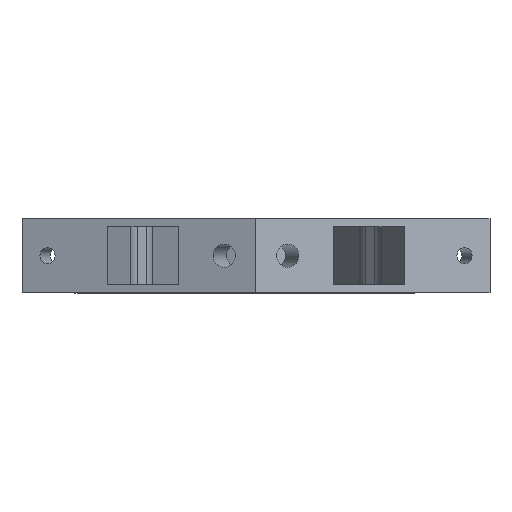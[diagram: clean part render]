
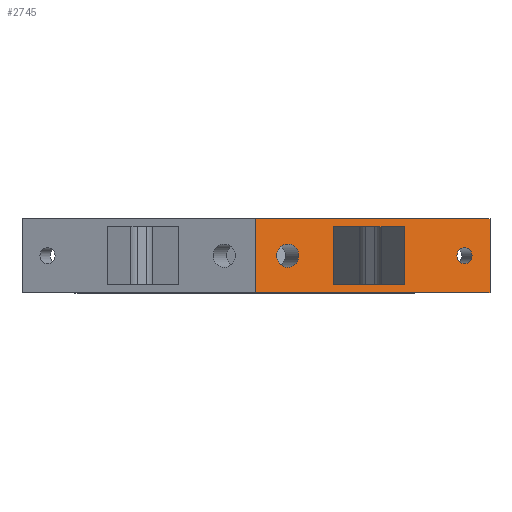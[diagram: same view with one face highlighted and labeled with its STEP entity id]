
A CAD part, top view. The second image highlights one B-rep face of the part: STEP entity #2745.
In plain terms, the highlighted planar face has unit normal (0.315, 0, 0.949).
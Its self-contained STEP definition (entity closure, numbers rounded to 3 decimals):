
#33=FACE_BOUND('',#356,.T.);
#34=FACE_BOUND('',#357,.T.);
#35=FACE_BOUND('',#358,.T.);
#104=PLANE('',#2940);
#212=FACE_OUTER_BOUND('',#355,.T.);
#355=EDGE_LOOP('',(#2180,#2181,#2182,#2183));
#356=EDGE_LOOP('',(#2184));
#357=EDGE_LOOP('',(#2185,#2186,#2187,#2188));
#358=EDGE_LOOP('',(#2189));
#489=LINE('',#3896,#792);
#492=LINE('',#3902,#795);
#495=LINE('',#3908,#798);
#647=LINE('',#4314,#950);
#648=LINE('',#4316,#951);
#649=LINE('',#4318,#952);
#650=LINE('',#4319,#953);
#651=LINE('',#4322,#954);
#792=VECTOR('',#3108,10.);
#795=VECTOR('',#3113,10.);
#798=VECTOR('',#3118,10.);
#950=VECTOR('',#3460,10.);
#951=VECTOR('',#3461,10.);
#952=VECTOR('',#3462,10.);
#953=VECTOR('',#3463,10.);
#954=VECTOR('',#3466,10.);
#1105=CIRCLE('',#2939,1.5);
#1106=CIRCLE('',#2941,2.2);
#1182=VERTEX_POINT('',#3893);
#1183=VERTEX_POINT('',#3895);
#1185=VERTEX_POINT('',#3901);
#1187=VERTEX_POINT('',#3907);
#1329=VERTEX_POINT('',#4308);
#1330=VERTEX_POINT('',#4312);
#1331=VERTEX_POINT('',#4313);
#1332=VERTEX_POINT('',#4315);
#1333=VERTEX_POINT('',#4317);
#1334=VERTEX_POINT('',#4320);
#1454=EDGE_CURVE('',#1182,#1183,#489,.T.);
#1457=EDGE_CURVE('',#1183,#1185,#492,.T.);
#1460=EDGE_CURVE('',#1185,#1187,#495,.T.);
#1655=EDGE_CURVE('',#1329,#1329,#1105,.T.);
#1656=EDGE_CURVE('',#1330,#1331,#647,.T.);
#1657=EDGE_CURVE('',#1332,#1330,#648,.T.);
#1658=EDGE_CURVE('',#1332,#1333,#649,.T.);
#1659=EDGE_CURVE('',#1333,#1331,#650,.T.);
#1660=EDGE_CURVE('',#1334,#1334,#1106,.T.);
#1661=EDGE_CURVE('',#1187,#1182,#651,.T.);
#2180=ORIENTED_EDGE('',*,*,#1656,.F.);
#2181=ORIENTED_EDGE('',*,*,#1657,.F.);
#2182=ORIENTED_EDGE('',*,*,#1658,.T.);
#2183=ORIENTED_EDGE('',*,*,#1659,.T.);
#2184=ORIENTED_EDGE('',*,*,#1660,.T.);
#2185=ORIENTED_EDGE('',*,*,#1661,.F.);
#2186=ORIENTED_EDGE('',*,*,#1460,.F.);
#2187=ORIENTED_EDGE('',*,*,#1457,.F.);
#2188=ORIENTED_EDGE('',*,*,#1454,.F.);
#2189=ORIENTED_EDGE('',*,*,#1655,.T.);
#2745=ADVANCED_FACE('',(#212,#33,#34,#35),#104,.F.);
#2939=AXIS2_PLACEMENT_3D('',#4310,#3456,#3457);
#2940=AXIS2_PLACEMENT_3D('',#4311,#3458,#3459);
#2941=AXIS2_PLACEMENT_3D('',#4321,#3464,#3465);
#3108=DIRECTION('',(0.,1.,0.));
#3113=DIRECTION('',(-0.949,0.,0.315));
#3118=DIRECTION('',(0.,-1.,0.));
#3456=DIRECTION('center_axis',(-0.315,0.,-0.949));
#3457=DIRECTION('ref_axis',(0.,-1.,0.));
#3458=DIRECTION('center_axis',(-0.315,0.,-0.949));
#3459=DIRECTION('ref_axis',(-0.949,0.,0.315));
#3460=DIRECTION('',(0.949,0.,-0.315));
#3461=DIRECTION('',(0.,1.,0.));
#3462=DIRECTION('',(0.949,0.,-0.315));
#3463=DIRECTION('',(0.,1.,0.));
#3464=DIRECTION('center_axis',(-0.315,0.,-0.949));
#3465=DIRECTION('ref_axis',(0.,1.,0.));
#3466=DIRECTION('',(0.949,0.,-0.315));
#3893=CARTESIAN_POINT('',(27.969,0.5,26.496));
#3895=CARTESIAN_POINT('',(27.969,11.5,26.496));
#3896=CARTESIAN_POINT('',(27.969,5.25,26.496));
#3901=CARTESIAN_POINT('',(14.683,11.5,30.91));
#3902=CARTESIAN_POINT('',(29.434,11.5,26.009));
#3907=CARTESIAN_POINT('',(14.683,0.5,30.91));
#3908=CARTESIAN_POINT('',(14.683,-0.25,30.91));
#4308=CARTESIAN_POINT('',(39.375,7.5,22.706));
#4310=CARTESIAN_POINT('Origin',(39.375,6.,22.706));
#4311=CARTESIAN_POINT('Origin',(44.185,-1.,21.108));
#4312=CARTESIAN_POINT('',(0.,13.,35.789));
#4313=CARTESIAN_POINT('',(44.185,13.,21.108));
#4314=CARTESIAN_POINT('',(27.565,13.,26.63));
#4315=CARTESIAN_POINT('',(0.,-1.,35.789));
#4316=CARTESIAN_POINT('',(0.,-1.,35.789));
#4317=CARTESIAN_POINT('',(44.185,-1.,21.108));
#4318=CARTESIAN_POINT('',(0.,-1.,35.789));
#4319=CARTESIAN_POINT('',(44.185,-1.,21.108));
#4320=CARTESIAN_POINT('',(5.997,3.8,33.796));
#4321=CARTESIAN_POINT('Origin',(5.997,6.,33.796));
#4322=CARTESIAN_POINT('',(36.077,0.5,23.802));
